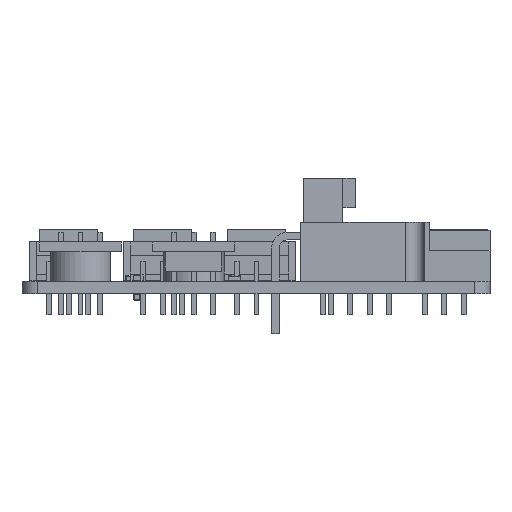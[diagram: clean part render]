
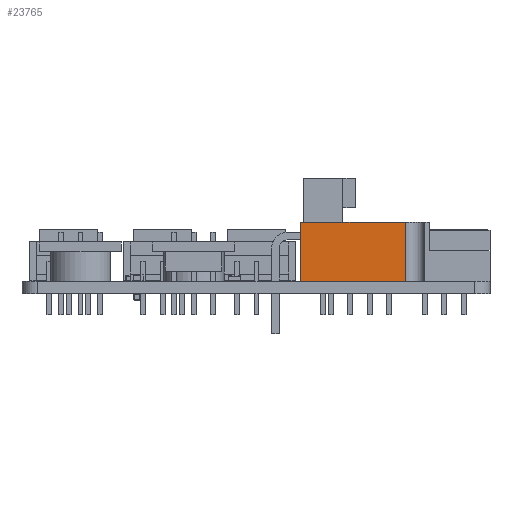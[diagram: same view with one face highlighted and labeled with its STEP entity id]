
A CAD part, front view. The second image highlights one B-rep face of the part: STEP entity #23765.
In plain terms, the highlighted face is planar.
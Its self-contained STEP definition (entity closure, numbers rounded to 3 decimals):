
#22657 = PLANE('',#22658);
#22658 = AXIS2_PLACEMENT_3D('',#22659,#22660,#22661);
#22659 = CARTESIAN_POINT('',(0.,0.,7.874));
#22660 = DIRECTION('',(0.,0.,1.));
#22661 = DIRECTION('',(1.,0.,0.));
#22685 = CYLINDRICAL_SURFACE('',#22686,1.27);
#22686 = AXIS2_PLACEMENT_3D('',#22687,#22688,#22689);
#22687 = CARTESIAN_POINT('',(14.859,22.86,-17.526));
#22688 = DIRECTION('',(0.,0.,1.));
#22689 = DIRECTION('',(1.,0.,0.));
#22733 = PLANE('',#22734);
#22734 = AXIS2_PLACEMENT_3D('',#22735,#22736,#22737);
#22735 = CARTESIAN_POINT('',(0.,0.,0.));
#22736 = DIRECTION('',(0.,0.,1.));
#22737 = DIRECTION('',(1.,0.,0.));
#22771 = PLANE('',#22772);
#22772 = AXIS2_PLACEMENT_3D('',#22773,#22774,#22775);
#22773 = CARTESIAN_POINT('',(0.,22.86,7.874));
#22774 = DIRECTION('',(1.,0.,0.));
#22775 = DIRECTION('',(0.,0.,-1.));
#23439 = VERTEX_POINT('',#23440);
#23440 = CARTESIAN_POINT('',(0.,22.86,0.));
#23532 = VERTEX_POINT('',#23533);
#23533 = CARTESIAN_POINT('',(13.589,22.86,0.));
#23577 = EDGE_CURVE('',#23532,#23439,#23578,.T.);
#23578 = SURFACE_CURVE('',#23579,(#23583,#23590),.PCURVE_S1.);
#23579 = LINE('',#23580,#23581);
#23580 = CARTESIAN_POINT('',(24.638,22.86,0.));
#23581 = VECTOR('',#23582,1.);
#23582 = DIRECTION('',(-1.,0.,0.));
#23583 = PCURVE('',#22733,#23584);
#23584 = DEFINITIONAL_REPRESENTATION('',(#23585),#23589);
#23585 = LINE('',#23586,#23587);
#23586 = CARTESIAN_POINT('',(24.638,22.86));
#23587 = VECTOR('',#23588,1.);
#23588 = DIRECTION('',(-1.,0.));
#23589 = ( GEOMETRIC_REPRESENTATION_CONTEXT(2) 
PARAMETRIC_REPRESENTATION_CONTEXT() REPRESENTATION_CONTEXT('2D SPACE',''
  ) );
#23590 = PCURVE('',#23591,#23596);
#23591 = PLANE('',#23592);
#23592 = AXIS2_PLACEMENT_3D('',#23593,#23594,#23595);
#23593 = CARTESIAN_POINT('',(24.638,22.86,7.874));
#23594 = DIRECTION('',(0.,-1.,0.));
#23595 = DIRECTION('',(0.,0.,-1.));
#23596 = DEFINITIONAL_REPRESENTATION('',(#23597),#23601);
#23597 = LINE('',#23598,#23599);
#23598 = CARTESIAN_POINT('',(7.874,0.));
#23599 = VECTOR('',#23600,1.);
#23600 = DIRECTION('',(0.,-1.));
#23601 = ( GEOMETRIC_REPRESENTATION_CONTEXT(2) 
PARAMETRIC_REPRESENTATION_CONTEXT() REPRESENTATION_CONTEXT('2D SPACE',''
  ) );
#23765 = ADVANCED_FACE('',(#23766),#23591,.F.);
#23766 = FACE_BOUND('',#23767,.F.);
#23767 = EDGE_LOOP('',(#23768,#23791,#23792,#23837));
#23768 = ORIENTED_EDGE('',*,*,#23769,.T.);
#23769 = EDGE_CURVE('',#23770,#23439,#23772,.T.);
#23770 = VERTEX_POINT('',#23771);
#23771 = CARTESIAN_POINT('',(0.,22.86,7.874));
#23772 = SURFACE_CURVE('',#23773,(#23777,#23784),.PCURVE_S1.);
#23773 = LINE('',#23774,#23775);
#23774 = CARTESIAN_POINT('',(0.,22.86,7.874));
#23775 = VECTOR('',#23776,1.);
#23776 = DIRECTION('',(0.,0.,-1.));
#23777 = PCURVE('',#23591,#23778);
#23778 = DEFINITIONAL_REPRESENTATION('',(#23779),#23783);
#23779 = LINE('',#23780,#23781);
#23780 = CARTESIAN_POINT('',(0.,-24.638));
#23781 = VECTOR('',#23782,1.);
#23782 = DIRECTION('',(1.,0.));
#23783 = ( GEOMETRIC_REPRESENTATION_CONTEXT(2) 
PARAMETRIC_REPRESENTATION_CONTEXT() REPRESENTATION_CONTEXT('2D SPACE',''
  ) );
#23784 = PCURVE('',#22771,#23785);
#23785 = DEFINITIONAL_REPRESENTATION('',(#23786),#23790);
#23786 = LINE('',#23787,#23788);
#23787 = CARTESIAN_POINT('',(0.,0.));
#23788 = VECTOR('',#23789,1.);
#23789 = DIRECTION('',(1.,0.));
#23790 = ( GEOMETRIC_REPRESENTATION_CONTEXT(2) 
PARAMETRIC_REPRESENTATION_CONTEXT() REPRESENTATION_CONTEXT('2D SPACE',''
  ) );
#23791 = ORIENTED_EDGE('',*,*,#23577,.F.);
#23792 = ORIENTED_EDGE('',*,*,#23793,.F.);
#23793 = EDGE_CURVE('',#23794,#23532,#23796,.T.);
#23794 = VERTEX_POINT('',#23795);
#23795 = CARTESIAN_POINT('',(13.589,22.86,7.874));
#23796 = SURFACE_CURVE('',#23797,(#23801,#23808),.PCURVE_S1.);
#23797 = LINE('',#23798,#23799);
#23798 = CARTESIAN_POINT('',(13.589,22.86,-17.526));
#23799 = VECTOR('',#23800,1.);
#23800 = DIRECTION('',(0.,0.,-1.));
#23801 = PCURVE('',#23591,#23802);
#23802 = DEFINITIONAL_REPRESENTATION('',(#23803),#23807);
#23803 = LINE('',#23804,#23805);
#23804 = CARTESIAN_POINT('',(25.4,-11.049));
#23805 = VECTOR('',#23806,1.);
#23806 = DIRECTION('',(1.,0.));
#23807 = ( GEOMETRIC_REPRESENTATION_CONTEXT(2) 
PARAMETRIC_REPRESENTATION_CONTEXT() REPRESENTATION_CONTEXT('2D SPACE',''
  ) );
#23808 = PCURVE('',#22685,#23809);
#23809 = DEFINITIONAL_REPRESENTATION('',(#23810),#23836);
#23810 = B_SPLINE_CURVE_WITH_KNOTS('',3,(#23811,#23812,#23813,#23814,
    #23815,#23816,#23817,#23818,#23819,#23820,#23821,#23822,#23823,
    #23824,#23825,#23826,#23827,#23828,#23829,#23830,#23831,#23832,
    #23833,#23834,#23835),.UNSPECIFIED.,.F.,.F.,(4,1,1,1,1,1,1,1,1,1,1,1
    ,1,1,1,1,1,1,1,1,1,1,4),(-25.4,-25.042,-24.684,
    -24.326,-23.968,-23.61,-23.253,
    -22.895,-22.537,-22.179,-21.821,
    -21.463,-21.105,-20.747,-20.389,
    -20.031,-19.673,-19.316,-18.958,
    -18.6,-18.242,-17.884,-17.526),
  .QUASI_UNIFORM_KNOTS.);
#23811 = CARTESIAN_POINT('',(3.142,25.4));
#23812 = CARTESIAN_POINT('',(3.142,25.281));
#23813 = CARTESIAN_POINT('',(3.142,25.042));
#23814 = CARTESIAN_POINT('',(3.142,24.684));
#23815 = CARTESIAN_POINT('',(3.142,24.326));
#23816 = CARTESIAN_POINT('',(3.142,23.968));
#23817 = CARTESIAN_POINT('',(3.142,23.61));
#23818 = CARTESIAN_POINT('',(3.142,23.253));
#23819 = CARTESIAN_POINT('',(3.142,22.895));
#23820 = CARTESIAN_POINT('',(3.142,22.537));
#23821 = CARTESIAN_POINT('',(3.142,22.179));
#23822 = CARTESIAN_POINT('',(3.142,21.821));
#23823 = CARTESIAN_POINT('',(3.142,21.463));
#23824 = CARTESIAN_POINT('',(3.142,21.105));
#23825 = CARTESIAN_POINT('',(3.142,20.747));
#23826 = CARTESIAN_POINT('',(3.142,20.389));
#23827 = CARTESIAN_POINT('',(3.142,20.031));
#23828 = CARTESIAN_POINT('',(3.142,19.673));
#23829 = CARTESIAN_POINT('',(3.142,19.316));
#23830 = CARTESIAN_POINT('',(3.142,18.958));
#23831 = CARTESIAN_POINT('',(3.142,18.6));
#23832 = CARTESIAN_POINT('',(3.142,18.242));
#23833 = CARTESIAN_POINT('',(3.142,17.884));
#23834 = CARTESIAN_POINT('',(3.142,17.645));
#23835 = CARTESIAN_POINT('',(3.142,17.526));
#23836 = ( GEOMETRIC_REPRESENTATION_CONTEXT(2) 
PARAMETRIC_REPRESENTATION_CONTEXT() REPRESENTATION_CONTEXT('2D SPACE',''
  ) );
#23837 = ORIENTED_EDGE('',*,*,#23838,.T.);
#23838 = EDGE_CURVE('',#23794,#23770,#23839,.T.);
#23839 = SURFACE_CURVE('',#23840,(#23844,#23851),.PCURVE_S1.);
#23840 = LINE('',#23841,#23842);
#23841 = CARTESIAN_POINT('',(24.638,22.86,7.874));
#23842 = VECTOR('',#23843,1.);
#23843 = DIRECTION('',(-1.,0.,0.));
#23844 = PCURVE('',#23591,#23845);
#23845 = DEFINITIONAL_REPRESENTATION('',(#23846),#23850);
#23846 = LINE('',#23847,#23848);
#23847 = CARTESIAN_POINT('',(0.,0.));
#23848 = VECTOR('',#23849,1.);
#23849 = DIRECTION('',(0.,-1.));
#23850 = ( GEOMETRIC_REPRESENTATION_CONTEXT(2) 
PARAMETRIC_REPRESENTATION_CONTEXT() REPRESENTATION_CONTEXT('2D SPACE',''
  ) );
#23851 = PCURVE('',#22657,#23852);
#23852 = DEFINITIONAL_REPRESENTATION('',(#23853),#23857);
#23853 = LINE('',#23854,#23855);
#23854 = CARTESIAN_POINT('',(24.638,22.86));
#23855 = VECTOR('',#23856,1.);
#23856 = DIRECTION('',(-1.,0.));
#23857 = ( GEOMETRIC_REPRESENTATION_CONTEXT(2) 
PARAMETRIC_REPRESENTATION_CONTEXT() REPRESENTATION_CONTEXT('2D SPACE',''
  ) );
